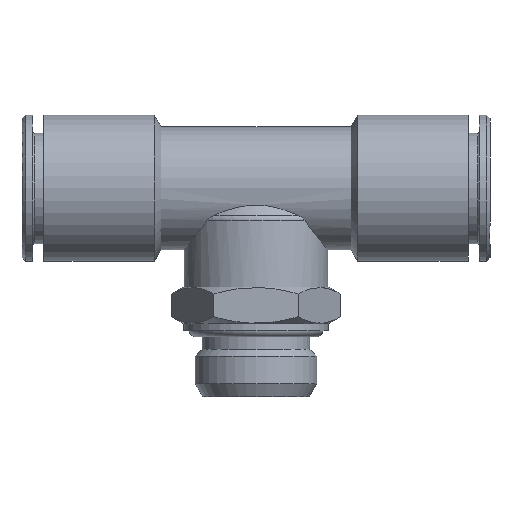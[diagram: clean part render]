
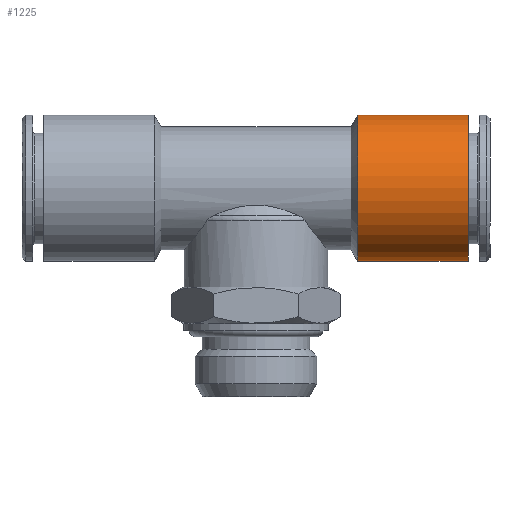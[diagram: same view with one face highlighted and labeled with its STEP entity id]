
A CAD part, front view. The second image highlights one B-rep face of the part: STEP entity #1225.
In plain terms, the highlighted cylindrical face has radius 10 mm (diameter 20 mm), a full revolution.
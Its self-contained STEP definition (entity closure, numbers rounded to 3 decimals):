
#93=CYLINDRICAL_SURFACE('',#1354,10.);
#133=FACE_BOUND('',#391,.T.);
#271=FACE_OUTER_BOUND('',#390,.T.);
#390=EDGE_LOOP('',(#605));
#391=EDGE_LOOP('',(#606));
#605=ORIENTED_EDGE('',*,*,#867,.F.);
#606=ORIENTED_EDGE('',*,*,#866,.T.);
#866=EDGE_CURVE('',#1001,#1001,#1113,.T.);
#867=EDGE_CURVE('',#1002,#1002,#1114,.T.);
#1001=VERTEX_POINT('',#3506);
#1002=VERTEX_POINT('',#3509);
#1113=CIRCLE('',#1353,10.);
#1114=CIRCLE('',#1355,10.);
#1225=ADVANCED_FACE('',(#271,#133),#93,.T.);
#1353=AXIS2_PLACEMENT_3D('',#3507,#1595,#1596);
#1354=AXIS2_PLACEMENT_3D('',#3508,#1597,#1598);
#1355=AXIS2_PLACEMENT_3D('',#3510,#1599,#1600);
#1595=DIRECTION('center_axis',(-1.,0.,0.));
#1596=DIRECTION('ref_axis',(0.,0.,1.));
#1597=DIRECTION('center_axis',(1.,0.,0.));
#1598=DIRECTION('ref_axis',(0.,0.,1.));
#1599=DIRECTION('center_axis',(-1.,0.,0.));
#1600=DIRECTION('ref_axis',(0.,0.,1.));
#3506=CARTESIAN_POINT('',(58.837,22.336,21.599));
#3507=CARTESIAN_POINT('Origin',(58.837,22.336,11.599));
#3508=CARTESIAN_POINT('Origin',(43.76,22.336,11.599));
#3509=CARTESIAN_POINT('',(43.76,22.336,21.599));
#3510=CARTESIAN_POINT('Origin',(43.76,22.336,11.599));
